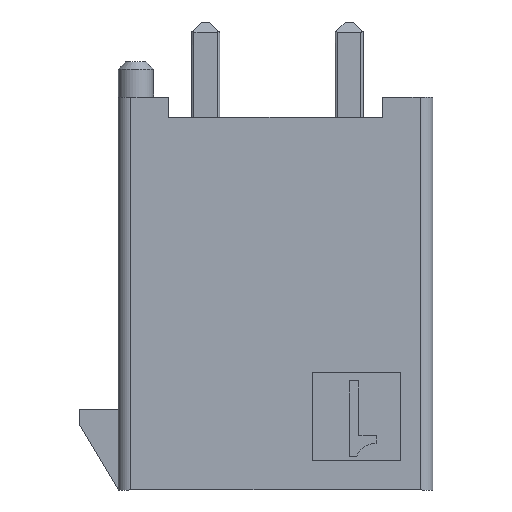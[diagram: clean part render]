
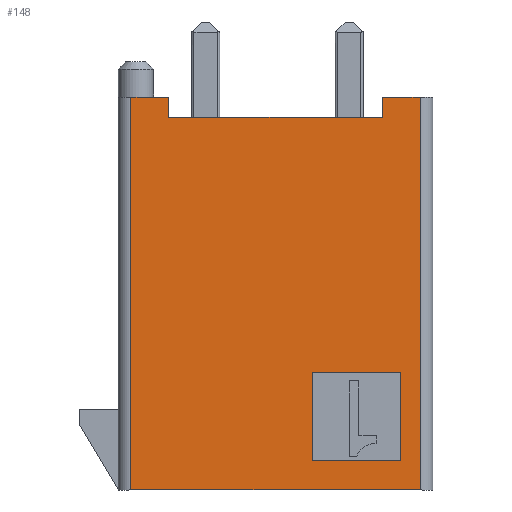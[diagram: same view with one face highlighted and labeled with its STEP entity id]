
A CAD part, left-side view. The second image highlights one B-rep face of the part: STEP entity #148.
In plain terms, the highlighted planar face has unit normal (-1, 0, 0).
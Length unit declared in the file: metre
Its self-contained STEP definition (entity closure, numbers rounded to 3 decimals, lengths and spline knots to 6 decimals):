
#148 = ADVANCED_FACE( '', ( #427, #428 ), #429, .F. );
#427 = FACE_OUTER_BOUND( '', #781, .T. );
#428 = FACE_BOUND( '', #782, .T. );
#429 = PLANE( '', #783 );
#781 = EDGE_LOOP( '', ( #1811, #1812, #1813, #1814, #1815, #1816, #1817, #1818 ) );
#782 = EDGE_LOOP( '', ( #1819, #1820, #1821, #1822 ) );
#783 = AXIS2_PLACEMENT_3D( '', #1823, #1824, #1825 );
#1811 = ORIENTED_EDGE( '', *, *, #2783, .T. );
#1812 = ORIENTED_EDGE( '', *, *, #2784, .F. );
#1813 = ORIENTED_EDGE( '', *, *, #2785, .F. );
#1814 = ORIENTED_EDGE( '', *, *, #2414, .T. );
#1815 = ORIENTED_EDGE( '', *, *, #2786, .T. );
#1816 = ORIENTED_EDGE( '', *, *, #2787, .F. );
#1817 = ORIENTED_EDGE( '', *, *, #2485, .F. );
#1818 = ORIENTED_EDGE( '', *, *, #2788, .F. );
#1819 = ORIENTED_EDGE( '', *, *, #2782, .T. );
#1820 = ORIENTED_EDGE( '', *, *, #2753, .T. );
#1821 = ORIENTED_EDGE( '', *, *, #2789, .T. );
#1822 = ORIENTED_EDGE( '', *, *, #2781, .T. );
#1823 = CARTESIAN_POINT( '', ( -0.025548, -0.003281, -0.01737 ) );
#1824 = DIRECTION( '', ( 1., 0., 0. ) );
#1825 = DIRECTION( '', ( 0., 1., 0. ) );
#2414 = EDGE_CURVE( '', #2896, #2907, #2909, .T. );
#2485 = EDGE_CURVE( '', #3045, #3046, #3047, .T. );
#2753 = EDGE_CURVE( '', #3500, #3502, #3504, .T. );
#2781 = EDGE_CURVE( '', #3542, #3544, #3546, .T. );
#2782 = EDGE_CURVE( '', #3544, #3500, #3547, .T. );
#2783 = EDGE_CURVE( '', #3548, #3549, #3550, .T. );
#2784 = EDGE_CURVE( '', #3551, #3549, #3552, .T. );
#2785 = EDGE_CURVE( '', #2896, #3551, #3553, .T. );
#2786 = EDGE_CURVE( '', #2907, #3554, #3555, .T. );
#2787 = EDGE_CURVE( '', #3046, #3554, #3556, .T. );
#2788 = EDGE_CURVE( '', #3548, #3045, #3557, .T. );
#2789 = EDGE_CURVE( '', #3502, #3542, #3558, .T. );
#2896 = VERTEX_POINT( '', #3700 );
#2907 = VERTEX_POINT( '', #3714 );
#2909 = LINE( '', #3716, #3717 );
#3045 = VERTEX_POINT( '', #3923 );
#3046 = VERTEX_POINT( '', #3924 );
#3047 = LINE( '', #3925, #3926 );
#3500 = VERTEX_POINT( '', #4719 );
#3502 = VERTEX_POINT( '', #4722 );
#3504 = LINE( '', #4725, #4726 );
#3542 = VERTEX_POINT( '', #4794 );
#3544 = VERTEX_POINT( '', #4797 );
#3546 = LINE( '', #4800, #4801 );
#3547 = LINE( '', #4802, #4803 );
#3548 = VERTEX_POINT( '', #4804 );
#3549 = VERTEX_POINT( '', #4805 );
#3550 = LINE( '', #4806, #4807 );
#3551 = VERTEX_POINT( '', #4808 );
#3552 = LINE( '', #4809, #4810 );
#3553 = LINE( '', #4811, #4812 );
#3554 = VERTEX_POINT( '', #4813 );
#3555 = LINE( '', #4814, #4815 );
#3556 = LINE( '', #4816, #4817 );
#3557 = LINE( '', #4818, #4819 );
#3558 = LINE( '', #4820, #4821 );
#3700 = CARTESIAN_POINT( '', ( -0.025548, 0.0082, -0.002146 ) );
#3714 = CARTESIAN_POINT( '', ( -0.025548, -0.003284, -0.002146 ) );
#3716 = CARTESIAN_POINT( '', ( -0.025548, 0.0082, -0.002146 ) );
#3717 = VECTOR( '', #5008, 1. );
#3923 = CARTESIAN_POINT( '', ( -0.025548, -0.001784, 0.012654 ) );
#3924 = CARTESIAN_POINT( '', ( -0.025548, -0.001784, 0.013454 ) );
#3925 = CARTESIAN_POINT( '', ( -0.025548, -0.001784, 0.012654 ) );
#3926 = VECTOR( '', #5067, 1. );
#4719 = CARTESIAN_POINT( '', ( -0.025548, 0.000988, -0.000986 ) );
#4722 = CARTESIAN_POINT( '', ( -0.025548, 0.000988, 0.002514 ) );
#4725 = CARTESIAN_POINT( '', ( -0.025548, 0.000988, -0.000986 ) );
#4726 = VECTOR( '', #5315, 1. );
#4794 = CARTESIAN_POINT( '', ( -0.025548, -0.002512, 0.002514 ) );
#4797 = CARTESIAN_POINT( '', ( -0.025548, -0.002512, -0.000986 ) );
#4800 = CARTESIAN_POINT( '', ( -0.025548, -0.002512, 0.002514 ) );
#4801 = VECTOR( '', #5342, 1. );
#4802 = CARTESIAN_POINT( '', ( -0.025548, -0.002512, -0.000986 ) );
#4803 = VECTOR( '', #5343, 1. );
#4804 = CARTESIAN_POINT( '', ( -0.025548, 0.0067, 0.012654 ) );
#4805 = CARTESIAN_POINT( '', ( -0.025548, 0.0067, 0.013454 ) );
#4806 = CARTESIAN_POINT( '', ( -0.025548, 0.0067, 0.012654 ) );
#4807 = VECTOR( '', #5344, 1. );
#4808 = CARTESIAN_POINT( '', ( -0.025548, 0.0082, 0.013454 ) );
#4809 = CARTESIAN_POINT( '', ( -0.025548, 0.0082, 0.013454 ) );
#4810 = VECTOR( '', #5345, 1. );
#4811 = CARTESIAN_POINT( '', ( -0.025548, 0.0082, -0.002146 ) );
#4812 = VECTOR( '', #5346, 1. );
#4813 = CARTESIAN_POINT( '', ( -0.025548, -0.003284, 0.013454 ) );
#4814 = CARTESIAN_POINT( '', ( -0.025548, -0.003284, -0.002146 ) );
#4815 = VECTOR( '', #5347, 1. );
#4816 = CARTESIAN_POINT( '', ( -0.025548, -0.001784, 0.013454 ) );
#4817 = VECTOR( '', #5348, 1. );
#4818 = CARTESIAN_POINT( '', ( -0.025548, 0.0067, 0.012654 ) );
#4819 = VECTOR( '', #5349, 1. );
#4820 = CARTESIAN_POINT( '', ( -0.025548, 0.000988, 0.002514 ) );
#4821 = VECTOR( '', #5350, 1. );
#5008 = DIRECTION( '', ( 0., -1., 0. ) );
#5067 = DIRECTION( '', ( 0., 0., 1. ) );
#5315 = DIRECTION( '', ( 0., 0., 1. ) );
#5342 = DIRECTION( '', ( 0., 0., -1. ) );
#5343 = DIRECTION( '', ( 0., 1., 0. ) );
#5344 = DIRECTION( '', ( 0., 0., 1. ) );
#5345 = DIRECTION( '', ( 0., -1., 0. ) );
#5346 = DIRECTION( '', ( 0., 0., 1. ) );
#5347 = DIRECTION( '', ( 0., 0., 1. ) );
#5348 = DIRECTION( '', ( 0., -1., 0. ) );
#5349 = DIRECTION( '', ( 0., -1., 0. ) );
#5350 = DIRECTION( '', ( 0., -1., 0. ) );
